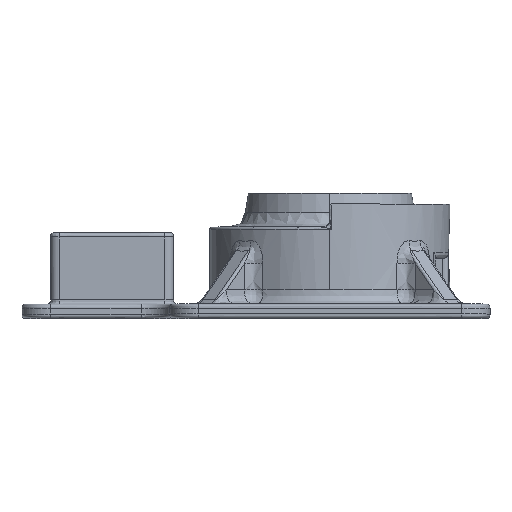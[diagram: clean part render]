
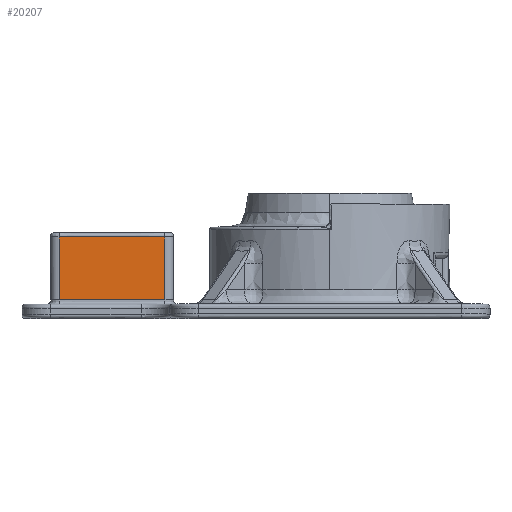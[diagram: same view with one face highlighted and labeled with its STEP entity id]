
A CAD part, top view. The second image highlights one B-rep face of the part: STEP entity #20207.
In plain terms, the highlighted planar face has unit normal (0, 0, 1).
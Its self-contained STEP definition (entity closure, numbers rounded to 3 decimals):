
#592 = CARTESIAN_POINT ( 'NONE',  ( -94.7, 6.5, 16.3 ) ) ;
#1071 = EDGE_LOOP ( 'NONE', ( #8783, #10748, #17540, #25984 ) ) ;
#1573 = CARTESIAN_POINT ( 'NONE',  ( -57.7, 28.5, 16.3 ) ) ;
#2790 = EDGE_CURVE ( 'NONE', #3285, #26792, #17760, .T. ) ;
#3111 = CARTESIAN_POINT ( 'NONE',  ( -94.7, 6.5, 16.3 ) ) ;
#3285 = VERTEX_POINT ( 'NONE', #1573 ) ;
#4440 = LINE ( 'NONE', #8777, #14339 ) ;
#7597 = VERTEX_POINT ( 'NONE', #11686 ) ;
#8646 = DIRECTION ( 'NONE',  ( 0., 0., -1. ) ) ;
#8777 = CARTESIAN_POINT ( 'NONE',  ( -94.7, 30., 16.3 ) ) ;
#8783 = ORIENTED_EDGE ( 'NONE', *, *, #18593, .F. ) ;
#9118 = CARTESIAN_POINT ( 'NONE',  ( -94.7, 28.5, 16.3 ) ) ;
#9275 = CARTESIAN_POINT ( 'NONE',  ( -57.7, 30., 16.3 ) ) ;
#10748 = ORIENTED_EDGE ( 'NONE', *, *, #2790, .T. ) ;
#11686 = CARTESIAN_POINT ( 'NONE',  ( -57.7, 6.5, 16.3 ) ) ;
#12878 = VECTOR ( 'NONE', #26716, 1000. ) ;
#13091 = DIRECTION ( 'NONE',  ( 0., -1., 0. ) ) ;
#13245 = FACE_OUTER_BOUND ( 'NONE', #1071, .T. ) ;
#14339 = VECTOR ( 'NONE', #13091, 1000. ) ;
#14664 = CARTESIAN_POINT ( 'NONE',  ( -70.033, 6.5, 16.3 ) ) ;
#15930 = CARTESIAN_POINT ( 'NONE',  ( -70.033, 28.5, 16.3 ) ) ;
#16907 = AXIS2_PLACEMENT_3D ( 'NONE', #25687, #8646, #17568 ) ;
#17540 = ORIENTED_EDGE ( 'NONE', *, *, #27249, .T. ) ;
#17568 = DIRECTION ( 'NONE',  ( -1., 0., 0. ) ) ;
#17760 = B_SPLINE_CURVE_WITH_KNOTS ( 'NONE', 3,
 ( #26539, #15930, #19839, #20405 ),
 .UNSPECIFIED., .F., .F.,
 ( 4, 4 ),
 ( 0., 1. ),
 .UNSPECIFIED. ) ;
#18593 = EDGE_CURVE ( 'NONE', #3285, #7597, #20018, .T. ) ;
#19839 = CARTESIAN_POINT ( 'NONE',  ( -82.367, 28.5, 16.3 ) ) ;
#20018 = LINE ( 'NONE', #9275, #12878 ) ;
#20076 = EDGE_CURVE ( 'NONE', #26777, #7597, #20769, .T. ) ;
#20207 = ADVANCED_FACE ( 'NONE', ( #13245 ), #21353, .F. ) ;
#20405 = CARTESIAN_POINT ( 'NONE',  ( -94.7, 28.5, 16.3 ) ) ;
#20769 = B_SPLINE_CURVE_WITH_KNOTS ( 'NONE', 3,
 ( #3111, #22519, #14664, #26715 ),
 .UNSPECIFIED., .F., .F.,
 ( 4, 4 ),
 ( 0., 1. ),
 .UNSPECIFIED. ) ;
#21353 = PLANE ( 'NONE',  #16907 ) ;
#22519 = CARTESIAN_POINT ( 'NONE',  ( -82.367, 6.5, 16.3 ) ) ;
#25687 = CARTESIAN_POINT ( 'NONE',  ( -94.7, 30., 16.3 ) ) ;
#25984 = ORIENTED_EDGE ( 'NONE', *, *, #20076, .T. ) ;
#26539 = CARTESIAN_POINT ( 'NONE',  ( -57.7, 28.5, 16.3 ) ) ;
#26715 = CARTESIAN_POINT ( 'NONE',  ( -57.7, 6.5, 16.3 ) ) ;
#26716 = DIRECTION ( 'NONE',  ( 0., -1., 0. ) ) ;
#26777 = VERTEX_POINT ( 'NONE', #592 ) ;
#26792 = VERTEX_POINT ( 'NONE', #9118 ) ;
#27249 = EDGE_CURVE ( 'NONE', #26792, #26777, #4440, .T. ) ;
